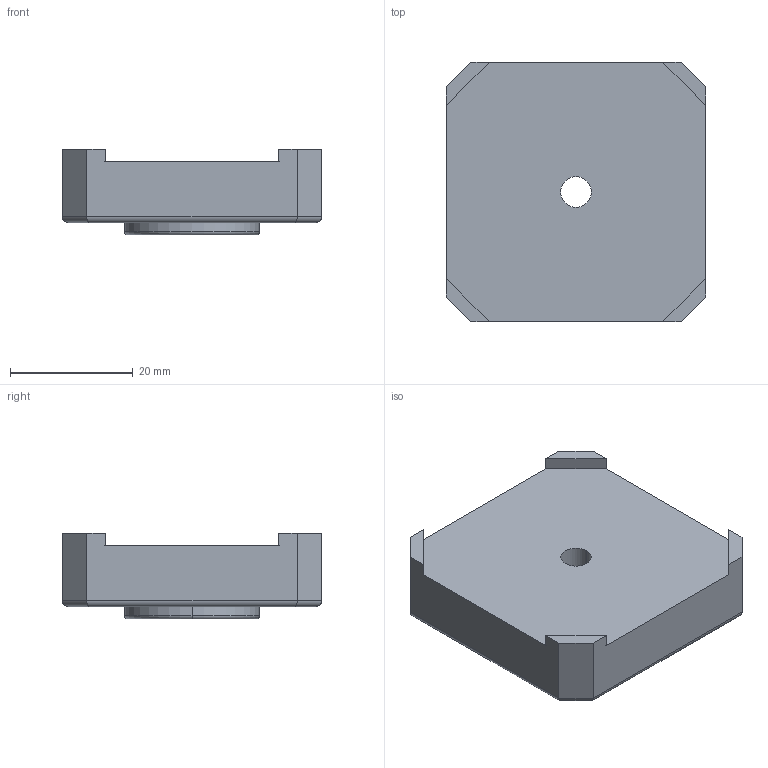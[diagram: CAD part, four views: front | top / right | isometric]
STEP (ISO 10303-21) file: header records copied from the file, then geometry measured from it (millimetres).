
FILE_DESCRIPTION (( 'STEP AP214' ), '1' );
FILE_NAME ('2.Back_Plate.STEP', '2025-09-18T19:06:28', ( '' ), ( '' ), 'SwSTEP 2.0', 'SolidWorks 2024', '' );
FILE_SCHEMA (( 'AUTOMOTIVE_DESIGN' ));
Length unit declared in the file: metre
Products named in the file (1): 2.Back_Plate
Bounding box: 42.3 x 42.3 x 14 mm (x, y, z)
Volume: 17577 mm3; surface area: 5711.3 mm2
Topology: 1 solids, 1 shells, 60 faces, 134 edges, 82 vertices
Faces by surface type: plane 24, cylinder 22, torus 14
Entity records: 1740 total; most frequent: DIRECTION 304, CARTESIAN_POINT 301, ORIENTED_EDGE 268, EDGE_CURVE 134, AXIS2_PLACEMENT_3D 117, VERTEX_POINT 82, VECTOR 70, LINE 70
